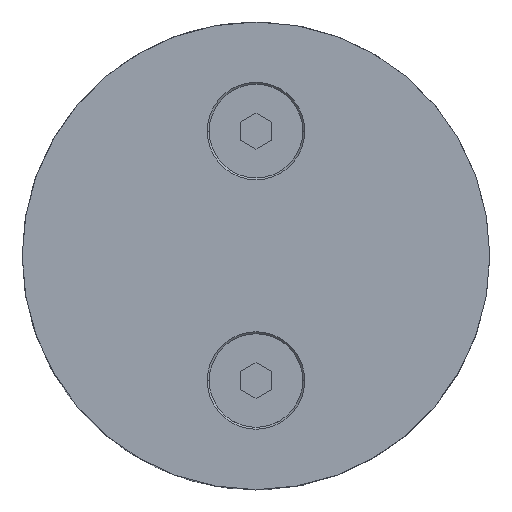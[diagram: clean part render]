
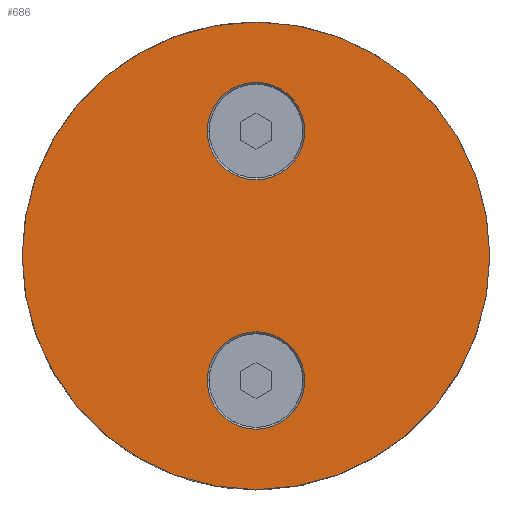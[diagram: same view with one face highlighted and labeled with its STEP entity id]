
A CAD part, top view. The second image highlights one B-rep face of the part: STEP entity #686.
In plain terms, the highlighted face is planar.
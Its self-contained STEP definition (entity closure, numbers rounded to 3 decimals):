
#31 = FACE_OUTER_BOUND ( 'NONE', #3261, .T. ) ;
#147 = CARTESIAN_POINT ( 'NONE',  ( -30., 0., 0. ) ) ;
#289 = DIRECTION ( 'NONE',  ( 0., 0., 1. ) ) ;
#515 = ORIENTED_EDGE ( 'NONE', *, *, #7712, .F. ) ;
#686 = ADVANCED_FACE ( 'NONE', ( #31, #4468, #8991 ), #9368, .F. ) ;
#939 = VERTEX_POINT ( 'NONE', #6303 ) ;
#940 = CARTESIAN_POINT ( 'NONE',  ( 0., -16., 0. ) ) ;
#1033 = EDGE_CURVE ( 'NONE', #10713, #9101, #7873, .T. ) ;
#1047 = AXIS2_PLACEMENT_3D ( 'NONE', #9852, #4452, #5363 ) ;
#1178 = AXIS2_PLACEMENT_3D ( 'NONE', #940, #3658, #4625 ) ;
#1408 = CARTESIAN_POINT ( 'NONE',  ( -6.25, 16., 0. ) ) ;
#1482 = AXIS2_PLACEMENT_3D ( 'NONE', #2886, #7442, #9084 ) ;
#1652 = EDGE_LOOP ( 'NONE', ( #515, #8387 ) ) ;
#2094 = CIRCLE ( 'NONE', #10190, 6.25 ) ;
#2256 = DIRECTION ( 'NONE',  ( -1., 0., 0. ) ) ;
#2331 = DIRECTION ( 'NONE',  ( -1., 0., 0. ) ) ;
#2886 = CARTESIAN_POINT ( 'NONE',  ( 0., 0., 0. ) ) ;
#3063 = DIRECTION ( 'NONE',  ( 0., 0., -1. ) ) ;
#3261 = EDGE_LOOP ( 'NONE', ( #6902, #8819 ) ) ;
#3658 = DIRECTION ( 'NONE',  ( 0., 0., -1. ) ) ;
#4452 = DIRECTION ( 'NONE',  ( 0., 0., -1. ) ) ;
#4468 = FACE_BOUND ( 'NONE', #1652, .T. ) ;
#4625 = DIRECTION ( 'NONE',  ( -1., 0., 0. ) ) ;
#4733 = CIRCLE ( 'NONE', #6277, 30. ) ;
#4923 = CARTESIAN_POINT ( 'NONE',  ( 0., -16., 0. ) ) ;
#5065 = VERTEX_POINT ( 'NONE', #5510 ) ;
#5363 = DIRECTION ( 'NONE',  ( -1., 0., 0. ) ) ;
#5505 = AXIS2_PLACEMENT_3D ( 'NONE', #5634, #289, #7458 ) ;
#5510 = CARTESIAN_POINT ( 'NONE',  ( 6.25, 16., 0. ) ) ;
#5634 = CARTESIAN_POINT ( 'NONE',  ( 0., 0., 0. ) ) ;
#5752 = CARTESIAN_POINT ( 'NONE',  ( 30., 0., 0. ) ) ;
#5770 = ORIENTED_EDGE ( 'NONE', *, *, #11430, .F. ) ;
#6277 = AXIS2_PLACEMENT_3D ( 'NONE', #8636, #7696, #2256 ) ;
#6303 = CARTESIAN_POINT ( 'NONE',  ( -6.25, -16., 0. ) ) ;
#6486 = EDGE_CURVE ( 'NONE', #9101, #10713, #4733, .T. ) ;
#6552 = VERTEX_POINT ( 'NONE', #10326 ) ;
#6782 = DIRECTION ( 'NONE',  ( -1., 0., 0. ) ) ;
#6859 = CIRCLE ( 'NONE', #1047, 6.25 ) ;
#6902 = ORIENTED_EDGE ( 'NONE', *, *, #1033, .F. ) ;
#7271 = CIRCLE ( 'NONE', #11381, 6.25 ) ;
#7442 = DIRECTION ( 'NONE',  ( 0., 0., 1. ) ) ;
#7458 = DIRECTION ( 'NONE',  ( 1., 0., 0. ) ) ;
#7696 = DIRECTION ( 'NONE',  ( 0., 0., 1. ) ) ;
#7712 = EDGE_CURVE ( 'NONE', #939, #6552, #8680, .T. ) ;
#7822 = EDGE_CURVE ( 'NONE', #5065, #10015, #7271, .T. ) ;
#7873 = CIRCLE ( 'NONE', #1482, 30. ) ;
#8387 = ORIENTED_EDGE ( 'NONE', *, *, #9193, .F. ) ;
#8636 = CARTESIAN_POINT ( 'NONE',  ( 0., 0., 0. ) ) ;
#8680 = CIRCLE ( 'NONE', #1178, 6.25 ) ;
#8819 = ORIENTED_EDGE ( 'NONE', *, *, #6486, .F. ) ;
#8991 = FACE_BOUND ( 'NONE', #9269, .T. ) ;
#9084 = DIRECTION ( 'NONE',  ( -1., 0., 0. ) ) ;
#9101 = VERTEX_POINT ( 'NONE', #5752 ) ;
#9193 = EDGE_CURVE ( 'NONE', #6552, #939, #2094, .T. ) ;
#9269 = EDGE_LOOP ( 'NONE', ( #5770, #11188 ) ) ;
#9356 = CARTESIAN_POINT ( 'NONE',  ( 0., 16., 0. ) ) ;
#9368 = PLANE ( 'NONE',  #5505 ) ;
#9852 = CARTESIAN_POINT ( 'NONE',  ( 0., 16., 0. ) ) ;
#10015 = VERTEX_POINT ( 'NONE', #1408 ) ;
#10190 = AXIS2_PLACEMENT_3D ( 'NONE', #4923, #3063, #2331 ) ;
#10240 = DIRECTION ( 'NONE',  ( 0., 0., -1. ) ) ;
#10326 = CARTESIAN_POINT ( 'NONE',  ( 6.25, -16., 0. ) ) ;
#10713 = VERTEX_POINT ( 'NONE', #147 ) ;
#11188 = ORIENTED_EDGE ( 'NONE', *, *, #7822, .F. ) ;
#11381 = AXIS2_PLACEMENT_3D ( 'NONE', #9356, #10240, #6782 ) ;
#11430 = EDGE_CURVE ( 'NONE', #10015, #5065, #6859, .T. ) ;
